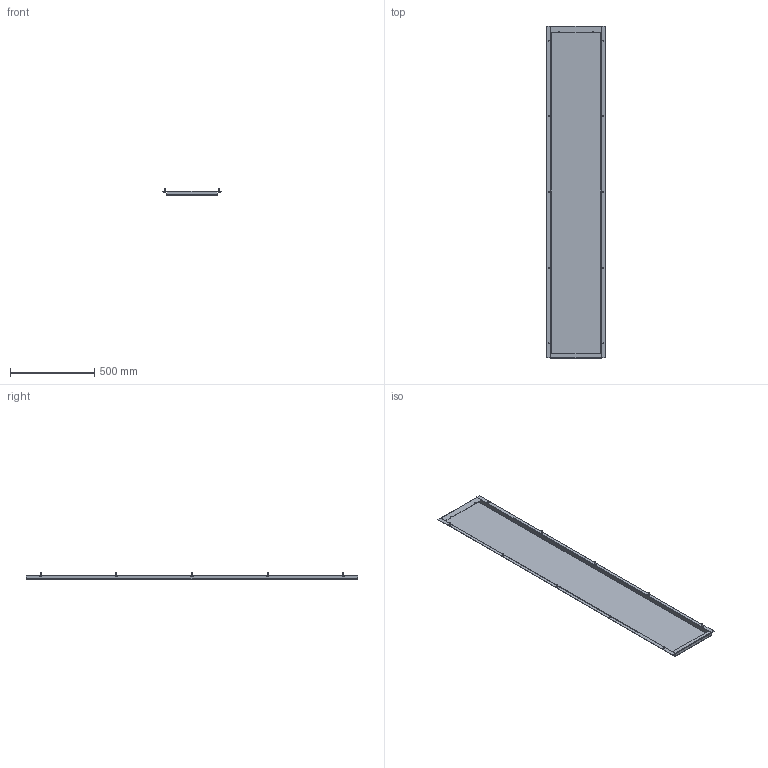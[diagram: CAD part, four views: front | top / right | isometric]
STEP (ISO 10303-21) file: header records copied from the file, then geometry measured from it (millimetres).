
FILE_DESCRIPTION(('STEP AP214'),'1');
FILE_NAME('cctmp_C12E26AF-E447-4812-AF16-82B340929AE7_2024_05_23_13_09_42_0198..stp','2024-05-23T11:09:42',('SIEMENS A&D'),('CADClick - www.CADClick.com'),'Spatial InterOp 3D',' ','unknown authorization');
FILE_SCHEMA(('AUTOMOTIVE_DESIGN'));
Length unit declared in the file: millimetre
Products named in the file (12): cc_unnamed; 2024_05_23_13_09_42_0176; 2024_05_23_13_09_42_0134; 2024_05_23_13_09_42_0093; 2024_05_23_13_09_42_0052; 2024_05_23_13_09_42_0010; 2024_05_23_13_09_41_0970; 2024_05_23_13_09_41_0929; 2024_05_23_13_09_41_0887; 2024_05_23_13_09_41_0846; 2024_05_23_13_09_41_0805; 2024_05_23_13_09_41_0764
Assembly tree (11 placements, depth 2):
  cc_unnamed
    2024_05_23_13_09_42_0176
    2024_05_23_13_09_42_0134
    2024_05_23_13_09_42_0093
    2024_05_23_13_09_42_0052
    2024_05_23_13_09_42_0010
    2024_05_23_13_09_41_0970
    2024_05_23_13_09_41_0929
    2024_05_23_13_09_41_0887
    2024_05_23_13_09_41_0846
    2024_05_23_13_09_41_0805
    2024_05_23_13_09_41_0764
Bounding box: 347 x 1973 x 39 mm (x, y, z)
Volume: 1204887.2 mm3; surface area: 1608201.3 mm2
Topology: 11 solids, 11 shells, 204 faces, 446 edges, 274 vertices
Faces by surface type: plane 88, cylinder 76, cone 40
Entity records: 7575 total; most frequent: DIRECTION 1070, CARTESIAN_POINT 936, ORIENTED_EDGE 892, EDGE_CURVE 446, AXIS2_PLACEMENT_3D 408, VERTEX_POINT 274, LINE 254, VECTOR 254
